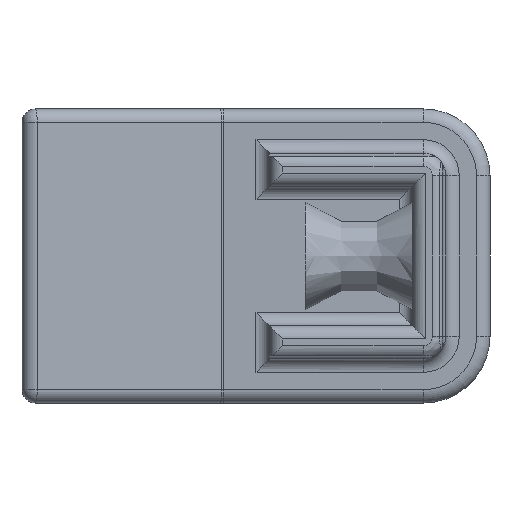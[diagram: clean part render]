
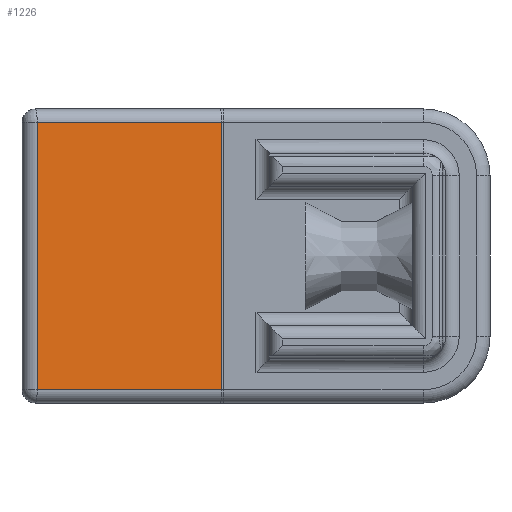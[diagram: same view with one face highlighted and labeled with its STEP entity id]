
A CAD part, left-side view. The second image highlights one B-rep face of the part: STEP entity #1226.
In plain terms, the highlighted planar face has unit normal (-0.991, -0.132, 0).
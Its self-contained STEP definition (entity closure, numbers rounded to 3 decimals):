
#53=PLANE('',#1392);
#158=FACE_OUTER_BOUND('',#238,.T.);
#238=EDGE_LOOP('',(#1081,#1082,#1083,#1084));
#297=LINE('',#2488,#375);
#302=LINE('',#2495,#380);
#312=LINE('',#2528,#390);
#316=LINE('',#2548,#394);
#375=VECTOR('',#1674,10.);
#380=VECTOR('',#1683,10.);
#390=VECTOR('',#1723,10.);
#394=VECTOR('',#1751,10.);
#548=VERTEX_POINT('',#2441);
#554=VERTEX_POINT('',#2456);
#558=VERTEX_POINT('',#2465);
#563=VERTEX_POINT('',#2481);
#716=EDGE_CURVE('',#563,#558,#297,.T.);
#721=EDGE_CURVE('',#554,#563,#302,.T.);
#739=EDGE_CURVE('',#558,#548,#312,.T.);
#749=EDGE_CURVE('',#548,#554,#316,.T.);
#1081=ORIENTED_EDGE('',*,*,#716,.F.);
#1082=ORIENTED_EDGE('',*,*,#721,.F.);
#1083=ORIENTED_EDGE('',*,*,#749,.F.);
#1084=ORIENTED_EDGE('',*,*,#739,.F.);
#1226=ADVANCED_FACE('',(#158),#53,.T.);
#1392=AXIS2_PLACEMENT_3D('',#2558,#1766,#1767);
#1674=DIRECTION('',(0.,0.,1.));
#1683=DIRECTION('',(-0.132,0.991,0.));
#1723=DIRECTION('',(0.132,-0.991,0.));
#1751=DIRECTION('',(0.,0.,-1.));
#1766=DIRECTION('center_axis',(-0.991,-0.132,0.));
#1767=DIRECTION('ref_axis',(-0.132,0.991,0.));
#2441=CARTESIAN_POINT('',(141.991,20.066,21.));
#2456=CARTESIAN_POINT('',(141.991,20.066,1.));
#2465=CARTESIAN_POINT('',(140.151,33.868,21.));
#2481=CARTESIAN_POINT('',(140.151,33.868,1.));
#2488=CARTESIAN_POINT('',(140.151,33.868,11.));
#2495=CARTESIAN_POINT('',(142.983,12.631,1.));
#2528=CARTESIAN_POINT('',(141.017,27.369,21.));
#2548=CARTESIAN_POINT('',(141.991,20.066,16.5));
#2558=CARTESIAN_POINT('Origin',(142.,20.,22.));
